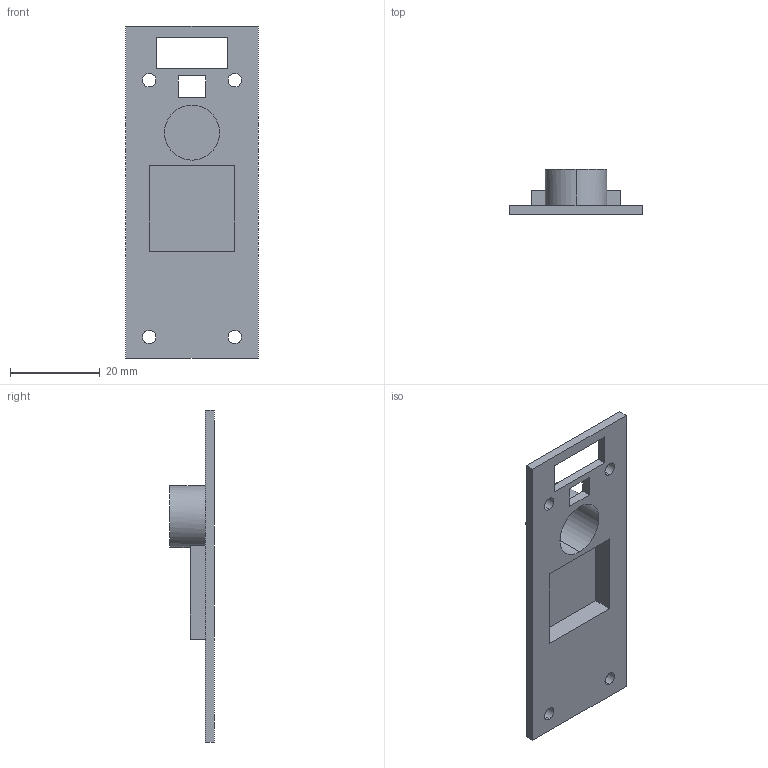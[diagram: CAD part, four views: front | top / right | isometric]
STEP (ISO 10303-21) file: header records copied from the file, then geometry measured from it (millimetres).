
FILE_DESCRIPTION (( 'STEP AP214' ), '1' );
FILE_NAME ('Telemetrum case 2.STEP', '2024-08-30T01:30:32', ( '' ), ( '' ), 'SwSTEP 2.0', 'SolidWorks 2024', '' );
FILE_SCHEMA (( 'AUTOMOTIVE_DESIGN' ));
Length unit declared in the file: centimetre
Products named in the file (1): Telemetrum case 2
Bounding box: 29.4 x 10 x 73.9 mm (x, y, z)
Volume: 3903.5 mm3; surface area: 5909.5 mm2
Topology: 1 solids, 1 shells, 39 faces, 102 edges, 68 vertices
Faces by surface type: plane 27, cylinder 12
Entity records: 1249 total; most frequent: CARTESIAN_POINT 210, DIRECTION 208, ORIENTED_EDGE 204, EDGE_CURVE 102, VECTOR 76, LINE 76, VERTEX_POINT 68, AXIS2_PLACEMENT_3D 66
